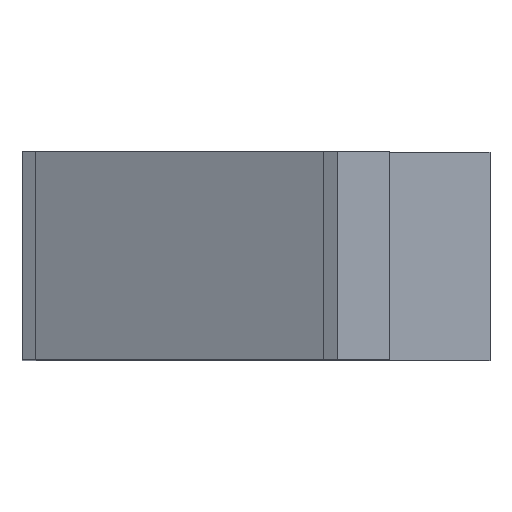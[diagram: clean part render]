
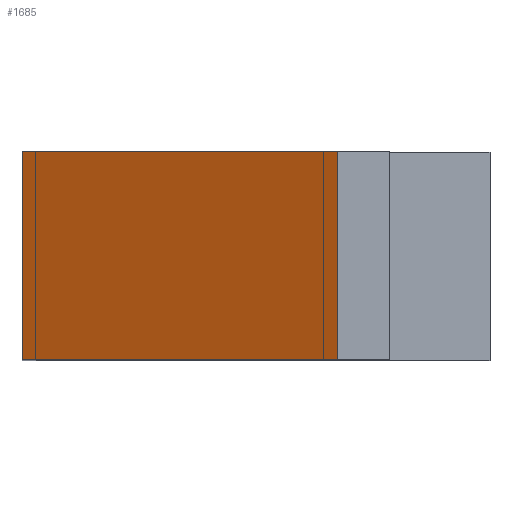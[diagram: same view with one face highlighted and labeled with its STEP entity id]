
A CAD part, top view. The second image highlights one B-rep face of the part: STEP entity #1685.
In plain terms, the highlighted planar face has unit normal (-0.456, 0, 0.89).
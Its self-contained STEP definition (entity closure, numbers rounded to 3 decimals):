
#865 = EDGE_CURVE('',#866,#868,#870,.T.);
#866 = VERTEX_POINT('',#867);
#867 = CARTESIAN_POINT('',(-150.,-1870.,7387.411));
#868 = VERTEX_POINT('',#869);
#869 = CARTESIAN_POINT('',(3287.,-1870.,9150.21));
#870 = LINE('',#871,#872);
#871 = CARTESIAN_POINT('',(-150.,-1870.,7387.411));
#872 = VECTOR('',#873,1.);
#873 = DIRECTION('',(0.89,0.,0.456));
#1685 = ADVANCED_FACE('',(#1686),#1711,.T.);
#1686 = FACE_BOUND('',#1687,.T.);
#1687 = EDGE_LOOP('',(#1688,#1696,#1697,#1705));
#1688 = ORIENTED_EDGE('',*,*,#1689,.T.);
#1689 = EDGE_CURVE('',#1690,#866,#1692,.T.);
#1690 = VERTEX_POINT('',#1691);
#1691 = CARTESIAN_POINT('',(-150.,400.,7387.411));
#1692 = LINE('',#1693,#1694);
#1693 = CARTESIAN_POINT('',(-150.,400.,7387.411));
#1694 = VECTOR('',#1695,1.);
#1695 = DIRECTION('',(0.,-1.,0.));
#1696 = ORIENTED_EDGE('',*,*,#865,.T.);
#1697 = ORIENTED_EDGE('',*,*,#1698,.F.);
#1698 = EDGE_CURVE('',#1699,#868,#1701,.T.);
#1699 = VERTEX_POINT('',#1700);
#1700 = CARTESIAN_POINT('',(3287.,400.,9150.21
    ));
#1701 = LINE('',#1702,#1703);
#1702 = CARTESIAN_POINT('',(3287.,400.,9150.21
    ));
#1703 = VECTOR('',#1704,1.);
#1704 = DIRECTION('',(0.,-1.,0.));
#1705 = ORIENTED_EDGE('',*,*,#1706,.F.);
#1706 = EDGE_CURVE('',#1690,#1699,#1707,.T.);
#1707 = LINE('',#1708,#1709);
#1708 = CARTESIAN_POINT('',(-150.,400.,7387.411));
#1709 = VECTOR('',#1710,1.);
#1710 = DIRECTION('',(0.89,0.,0.456));
#1711 = PLANE('',#1712);
#1712 = AXIS2_PLACEMENT_3D('',#1713,#1714,#1715);
#1713 = CARTESIAN_POINT('',(-150.,400.,7387.411));
#1714 = DIRECTION('',(-0.456,0.,0.89));
#1715 = DIRECTION('',(0.89,0.,0.456));
